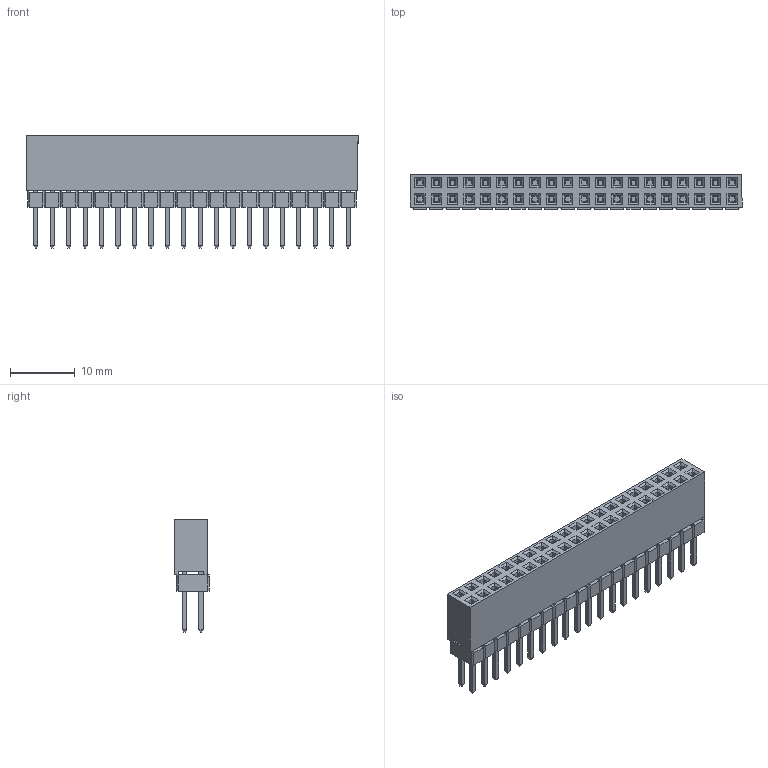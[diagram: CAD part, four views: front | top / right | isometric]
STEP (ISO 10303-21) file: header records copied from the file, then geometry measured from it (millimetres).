
FILE_DESCRIPTION(/* description */ (''),/* implementation_level */ '2;1');
FILE_NAME(/* name */ 'Pin Header - RaspberryPi - Stacking - 2.54mm_V2.step',/* time_stamp */ '2021-04-21T17:51:50+02:00',/* author */ (''),/* organization */ (''),/* preprocessor_version */ 'ST-DEVELOPER v18.1',/* originating_system */ 'Autodesk Translation Framework v10.6.0.1341',/* authorisation */ '');
FILE_SCHEMA (('AUTOMOTIVE_DESIGN { 1 0 10303 214 3 1 1 }'));
Length unit declared in the file: millimetre
Products named in the file (3): Pin Header - RaspberryPi - Stacking - 2.54mm; Pin Header - RaspberryPi - Stacking - Male - 2.54mm v1; Upper Part
Assembly tree (2 placements, depth 3):
  Pin Header - RaspberryPi - Stacking - 2.54mm
    Pin Header - RaspberryPi - Stacking - Male - 2.54mm v1
      Upper Part
Bounding box: 51.3 x 5.33 x 17.39 mm (x, y, z)
Volume: 2591.7 mm3; surface area: 5660.8 mm2
Topology: 2 solids, 2 shells, 1654 faces, 4070 edges, 2580 vertices
Faces by surface type: plane 1654
Entity records: 47746 total; most frequent: CARTESIAN_POINT 8309, ORIENTED_EDGE 8140, DIRECTION 7388, LINE 4070, VECTOR 4070, EDGE_CURVE 4070, VERTEX_POINT 2580, EDGE_LOOP 1814
